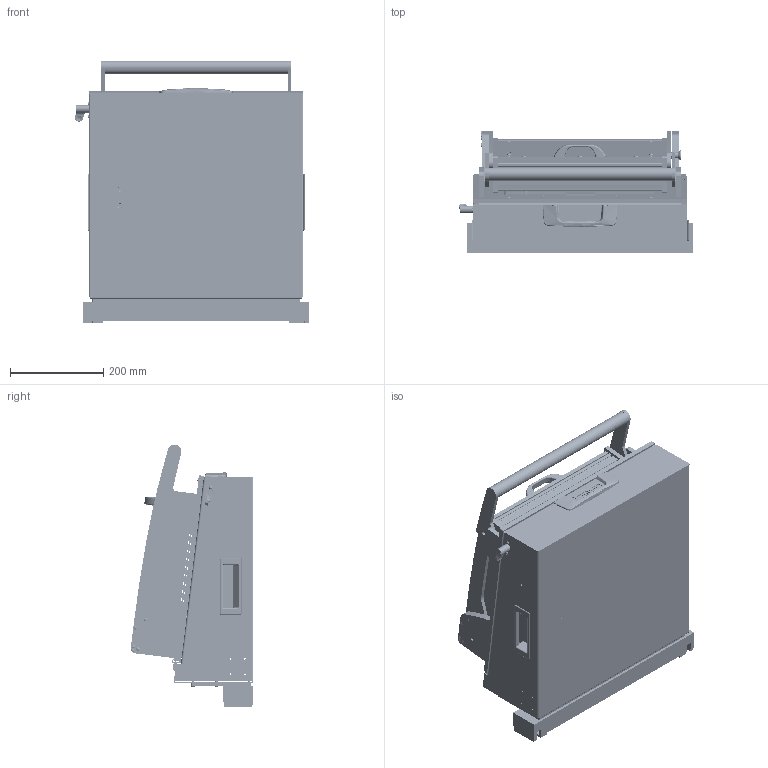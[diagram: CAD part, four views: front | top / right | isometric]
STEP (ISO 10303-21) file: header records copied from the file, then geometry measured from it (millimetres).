
FILE_DESCRIPTION (( 'STEP AP214' ), '1' );
FILE_NAME ('INGUN_53350.STEP', '2023-12-05T15:14:34', ( '' ), ( '' ), 'SwSTEP 2.0', 'SolidWorks 2021', '' );
FILE_SCHEMA (( 'AUTOMOTIVE_DESIGN' ));
Length unit declared in the file: millimetre
Products named in the file (125): 31788~1; 43627~0_Hub 22,5mm<Standard>; 29805~4_geschlossen<S>; 55712~0_KUNDE<S>; ISO7380~n_M05,0x030; 8804~0; K_02038~0; 41367~6_S; 38564~0; DIN125~n_06,4 M06,0 Fase; 30758~0_S; 45711~2; 32457~0_S; 53031~0_S; 53838~0_S; 45709~3_S; 35662~11_S; 30758_02~0_S; 45905~4_ICT Stellung (kontaktiert) <S>; 32172~8; 45545~0_S; DIN7991~n_M05,0x012; 109717~0; 39892~7_KUNDE<S>; 114031~0_S; 38786~1; 110322~4_S; 47523~0_S; DIN7991~n_M03,0x006; ISO7380~n_M04,0x020; 109715~1_S; 109128~0_S; 110705~2_S; 110324~0_Spring Pin 3 x 14 - St; 112087~1_S; 109950~0_KUNDE<S>; DIN6325~n_04,0m6x014; 2196~6; 114903~0_ohne GF<S>; 39891~3_KUNDE<S> ...
Assembly tree (276 placements, depth 6):
  INGUN_53350
    114903~0_ohne GF<S>
      32172~8
      30758~0_S  x2
        30758_01~0_S
        30758_02~0_S
        38564~0
      20902~0
      21332~0_MA 2112<Standard>
        21332_02~0
        21332_01~0
      53032~0_S
      32171~0_S
      32462~0_S
      29805~4_geschlossen<S>
        110322~4_S
        110705~2_S
        30984~0_S
        110231~1_S
        110443~0_S
        30112~0
        ISO7380~n_M05,0x030
        ISO7380~n_M04,0x008  x2
        DIN914~n_M04,0x05
      35334~0_S
      DIN7991~n_M05,0x016
      DIN7991~n_M05,0x012  x2
      DIN985-A2~n_M04,0  x3
      8804~0
      DIN125~n_04,3 M04,0  x2
    48522~6_KUNDE<S>
      48517~5_S
        35648~17
        48512~0_S
        35662~11_S
        35663~9_S
        48509~2_S
        2281~0_180ø<Standard>  x2
          2281~0
        112064~0_S  x2
        53031~0_S
        114566~0_S  x2
          112087~1_S
            111995~2_S
            112086~2_S
            DIN125~n_05,3 M05,0 Fase
          49317~0
          DIN912~n_M04,0x016
          DIN125~n_04,3 M04,0
          DIN125~n_06,4 M06,0 Fase
        DIN7991~n_M05,0x016  x10
        DIN125~n_05,3 M05,0 Fase  x4
        DIN934~n_M05,0  x4
        DIN7991~n_M05,0x020  x6
        DIN6325~n_06,0m6x012  x2
        DIN6325~n_04,0m6x014  x2
      48519~6_KUNDE<S>
        53836~2_KUNDE<S>
        53837~3_KUNDE<S>
        34328~1_S  x2
Bounding box: 501.2 x 262.15 x 562.67 mm (x, y, z)
Volume: 8002067.1 mm3; surface area: 3396443.8 mm2
Topology: 285 solids, 285 shells, 7979 faces, 19755 edges, 12583 vertices
Faces by surface type: cylinder 3320, plane 3069, cone 1043, bspline 289, torus 160, sphere 98
Entity records: 155636 total; most frequent: CARTESIAN_POINT 41707, DIRECTION 22792, ORIENTED_EDGE 21110, EDGE_CURVE 10555, AXIS2_PLACEMENT_3D 8620, VERTEX_POINT 6808, VECTOR 5552, LINE 5552
